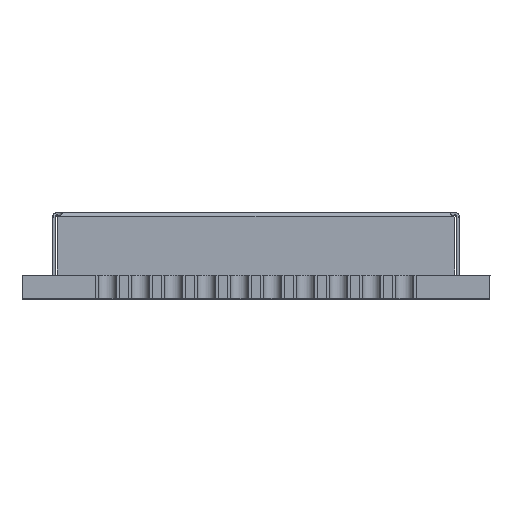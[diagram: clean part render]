
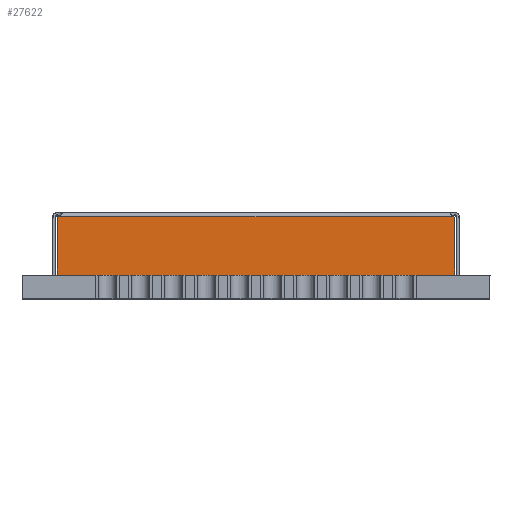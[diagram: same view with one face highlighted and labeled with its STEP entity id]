
A CAD part, top view. The second image highlights one B-rep face of the part: STEP entity #27622.
In plain terms, the highlighted planar face has unit normal (0, 0, 1).
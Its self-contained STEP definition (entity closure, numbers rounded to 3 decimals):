
#700 = VECTOR ( 'NONE', #7895, 1000. ) ;
#1262 = AXIS2_PLACEMENT_3D ( 'NONE', #12809, #27334, #17695 ) ;
#1574 = EDGE_CURVE ( 'NONE', #27022, #11989, #29903, .T. ) ;
#1631 = ORIENTED_EDGE ( 'NONE', *, *, #5006, .T. ) ;
#3476 = FACE_OUTER_BOUND ( 'NONE', #9412, .T. ) ;
#3723 = ORIENTED_EDGE ( 'NONE', *, *, #4132, .T. ) ;
#4132 = EDGE_CURVE ( 'NONE', #13904, #5125, #21779, .T. ) ;
#4185 = DIRECTION ( 'NONE',  ( 0., 1., 0. ) ) ;
#4865 = CARTESIAN_POINT ( 'NONE',  ( 7.649, 3.328, 8.5 ) ) ;
#4907 = EDGE_CURVE ( 'NONE', #11989, #5125, #27661, .T. ) ;
#5006 = EDGE_CURVE ( 'NONE', #5874, #13904, #20909, .T. ) ;
#5125 = VERTEX_POINT ( 'NONE', #22507 ) ;
#5387 = DIRECTION ( 'NONE',  ( 0., 1., 0. ) ) ;
#5451 = DIRECTION ( 'NONE',  ( 0., 1., 0. ) ) ;
#5619 = VECTOR ( 'NONE', #5451, 1000. ) ;
#5809 = PLANE ( 'NONE',  #1262 ) ;
#5874 = VERTEX_POINT ( 'NONE', #20165 ) ;
#7884 = ORIENTED_EDGE ( 'NONE', *, *, #1574, .F. ) ;
#7895 = DIRECTION ( 'NONE',  ( -1., 0., 0. ) ) ;
#8241 = CARTESIAN_POINT ( 'NONE',  ( 7.649, 3.128, 8.5 ) ) ;
#8307 = EDGE_CURVE ( 'NONE', #5874, #25833, #21132, .T. ) ;
#8663 = AXIS2_PLACEMENT_3D ( 'NONE', #17812, #22332, #5387 ) ;
#9412 = EDGE_LOOP ( 'NONE', ( #1631, #3723, #20010, #7884, #13354, #10811 ) ) ;
#10731 = CARTESIAN_POINT ( 'NONE',  ( 0., 3.15, 8.5 ) ) ;
#10811 = ORIENTED_EDGE ( 'NONE', *, *, #8307, .F. ) ;
#11989 = VERTEX_POINT ( 'NONE', #25752 ) ;
#12809 = CARTESIAN_POINT ( 'NONE',  ( 0., 0., 8.5 ) ) ;
#13354 = ORIENTED_EDGE ( 'NONE', *, *, #16399, .T. ) ;
#13904 = VERTEX_POINT ( 'NONE', #15902 ) ;
#15902 = CARTESIAN_POINT ( 'NONE',  ( -7.558, 3.15, 8.5 ) ) ;
#16399 = EDGE_CURVE ( 'NONE', #27022, #25833, #20682, .T. ) ;
#16782 = DIRECTION ( 'NONE',  ( 0., -1., 0. ) ) ;
#17294 = VECTOR ( 'NONE', #4185, 1000. ) ;
#17695 = DIRECTION ( 'NONE',  ( 0., -1., 0. ) ) ;
#17812 = CARTESIAN_POINT ( 'NONE',  ( -7.649, 3.328, 8.5 ) ) ;
#20010 = ORIENTED_EDGE ( 'NONE', *, *, #4907, .F. ) ;
#20165 = CARTESIAN_POINT ( 'NONE',  ( 7.558, 3.15, 8.5 ) ) ;
#20682 = LINE ( 'NONE', #20725, #17294 ) ;
#20725 = CARTESIAN_POINT ( 'NONE',  ( 7.649, 0., 8.5 ) ) ;
#20909 = LINE ( 'NONE', #10731, #700 ) ;
#21044 = CARTESIAN_POINT ( 'NONE',  ( -7.82, 0.9, 8.5 ) ) ;
#21132 = CIRCLE ( 'NONE', #26117, 0.2 ) ;
#21779 = CIRCLE ( 'NONE', #8663, 0.2 ) ;
#22332 = DIRECTION ( 'NONE',  ( 0., 0., -1. ) ) ;
#22507 = CARTESIAN_POINT ( 'NONE',  ( -7.649, 3.128, 8.5 ) ) ;
#23447 = DIRECTION ( 'NONE',  ( -1., 0., 0. ) ) ;
#25752 = CARTESIAN_POINT ( 'NONE',  ( -7.649, 0.9, 8.5 ) ) ;
#25833 = VERTEX_POINT ( 'NONE', #8241 ) ;
#26117 = AXIS2_PLACEMENT_3D ( 'NONE', #4865, #28590, #16782 ) ;
#26884 = CARTESIAN_POINT ( 'NONE',  ( -7.649, 3.2, 8.5 ) ) ;
#27022 = VERTEX_POINT ( 'NONE', #27265 ) ;
#27265 = CARTESIAN_POINT ( 'NONE',  ( 7.649, 0.9, 8.5 ) ) ;
#27327 = VECTOR ( 'NONE', #23447, 1000. ) ;
#27334 = DIRECTION ( 'NONE',  ( 0., 0., 1. ) ) ;
#27622 = ADVANCED_FACE ( 'NONE', ( #3476 ), #5809, .T. ) ;
#27661 = LINE ( 'NONE', #26884, #5619 ) ;
#28590 = DIRECTION ( 'NONE',  ( 0., 0., 1. ) ) ;
#29903 = LINE ( 'NONE', #21044, #27327 ) ;
